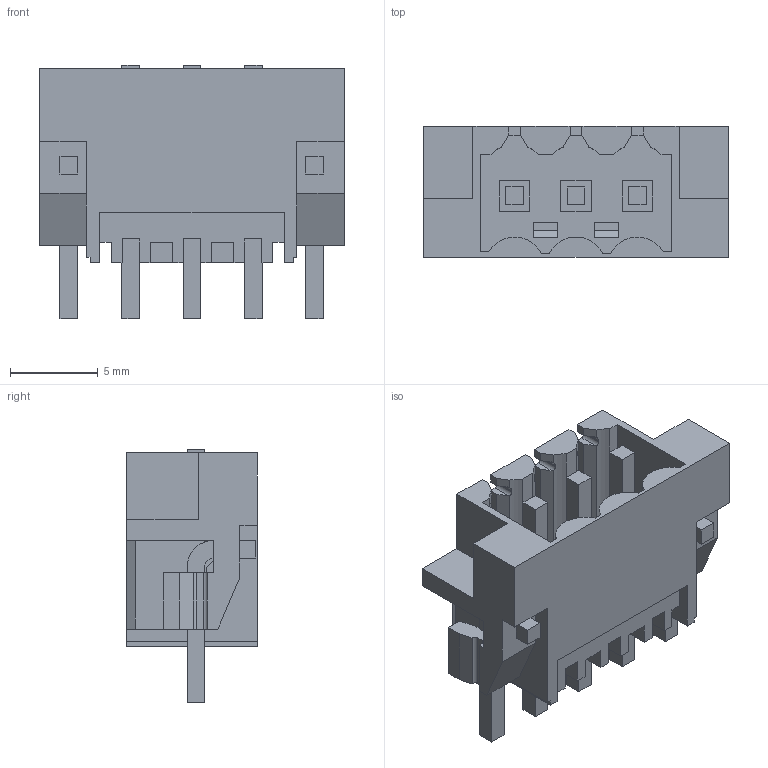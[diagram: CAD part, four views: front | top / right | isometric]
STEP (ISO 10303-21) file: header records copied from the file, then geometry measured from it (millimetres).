
FILE_DESCRIPTION(('CATIA V5 STEP Exchange','CAx-IF Rec.Pracs.--- Model Styling and Organization---1.2---2011-12-15'),'2;1');
FILE_NAME ('D1462173_0_2441790000_2441790000.stp','2018-03-20T11:54:17+00:00',('none'),('Weidmueller'),'CATIA Version 5-6 Release 2014','CATIA V5 STEP AP214','none');
FILE_SCHEMA(('AUTOMOTIVE_DESIGN { 1 0 10303 214 1 1 1 1 }'));
Length unit declared in the file: millimetre
Products named in the file (1): 2441790000
Bounding box: 17.35 x 7.45 x 14.45 mm (x, y, z)
Volume: 621.5 mm3; surface area: 1653.5 mm2
Topology: 6 solids, 6 shells, 324 faces, 934 edges, 625 vertices
Faces by surface type: plane 295, cylinder 29
Entity records: 10491 total; most frequent: CARTESIAN_POINT 1919, ORIENTED_EDGE 1868, DIRECTION 1438, EDGE_CURVE 934, VECTOR 864, LINE 864, VERTEX_POINT 625, EDGE_LOOP 337
